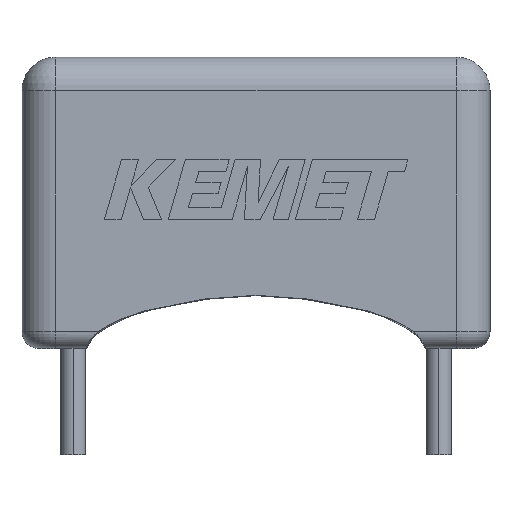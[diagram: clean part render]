
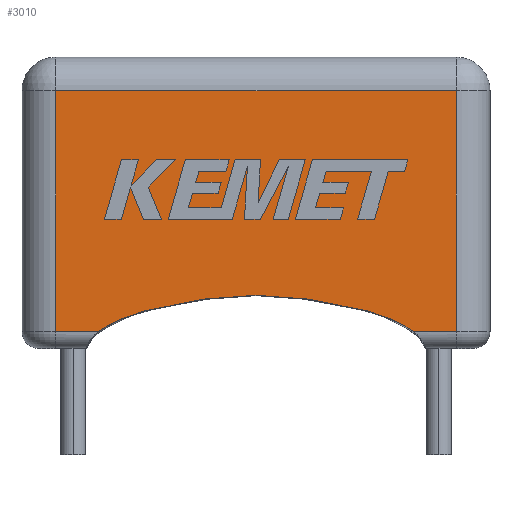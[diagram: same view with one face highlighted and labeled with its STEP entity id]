
A CAD part, top view. The second image highlights one B-rep face of the part: STEP entity #3010.
In plain terms, the highlighted planar face has unit normal (0, 0, 1).
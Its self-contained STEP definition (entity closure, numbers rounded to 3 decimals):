
#19 = AXIS2_PLACEMENT_3D ( 'NONE', #512, #2476, #1808 ) ;
#67 = CARTESIAN_POINT ( 'NONE',  ( 10.744, 1.236, 6.35 ) ) ;
#94 = CARTESIAN_POINT ( 'NONE',  ( 12.97, 7.69, 6.35 ) ) ;
#136 = CARTESIAN_POINT ( 'NONE',  ( 6.985, 1.58, 6.35 ) ) ;
#167 = CARTESIAN_POINT ( 'NONE',  ( 11.682, 0.5, 6.35 ) ) ;
#188 = VERTEX_POINT ( 'NONE', #1088 ) ;
#193 = CARTESIAN_POINT ( 'NONE',  ( 12.97, 0.5, 6.35 ) ) ;
#274 = EDGE_CURVE ( 'NONE', #4021, #2710, #1998, .T. ) ;
#298 = DIRECTION ( 'NONE',  ( 1., 0., 0. ) ) ;
#398 = DIRECTION ( 'NONE',  ( 0., -1., 0. ) ) ;
#400 = CARTESIAN_POINT ( 'NONE',  ( 0., 7.69, 6.35 ) ) ;
#412 = CARTESIAN_POINT ( 'NONE',  ( 8.305, 1.58, 6.35 ) ) ;
#512 = CARTESIAN_POINT ( 'NONE',  ( 0., 0., 6.35 ) ) ;
#627 = ORIENTED_EDGE ( 'NONE', *, *, #274, .T. ) ;
#688 = DIRECTION ( 'NONE',  ( -1., 0., 0. ) ) ;
#793 = LINE ( 'NONE', #4134, #1600 ) ;
#898 = EDGE_CURVE ( 'NONE', #188, #3358, #1408, .T. ) ;
#995 = EDGE_CURVE ( 'NONE', #1779, #4021, #793, .T. ) ;
#1088 = CARTESIAN_POINT ( 'NONE',  ( 6.985, 1.58, 6.35 ) ) ;
#1178 = VERTEX_POINT ( 'NONE', #1826 ) ;
#1339 = VERTEX_POINT ( 'NONE', #1803 ) ;
#1353 = EDGE_CURVE ( 'NONE', #188, #1339, #2248, .T. ) ;
#1408 = B_SPLINE_CURVE_WITH_KNOTS ( 'NONE', 3,
 ( #2967, #412, #67, #1644 ),
 .UNSPECIFIED., .F., .F.,
 ( 4, 4 ),
 ( 0., 0.83 ),
 .UNSPECIFIED. ) ;
#1426 = ORIENTED_EDGE ( 'NONE', *, *, #3650, .T. ) ;
#1600 = VECTOR ( 'NONE', #2388, 1000. ) ;
#1619 = LINE ( 'NONE', #3355, #4133 ) ;
#1644 = CARTESIAN_POINT ( 'NONE',  ( 11.682, 0.5, 6.35 ) ) ;
#1680 = ORIENTED_EDGE ( 'NONE', *, *, #2194, .T. ) ;
#1725 = VECTOR ( 'NONE', #688, 1000. ) ;
#1779 = VERTEX_POINT ( 'NONE', #193 ) ;
#1803 = CARTESIAN_POINT ( 'NONE',  ( 2.288, 0.5, 6.35 ) ) ;
#1808 = DIRECTION ( 'NONE',  ( -1., 0., 0. ) ) ;
#1826 = CARTESIAN_POINT ( 'NONE',  ( 1., 0.5, 6.35 ) ) ;
#1895 = ORIENTED_EDGE ( 'NONE', *, *, #4053, .T. ) ;
#1998 = LINE ( 'NONE', #400, #1725 ) ;
#2056 = CARTESIAN_POINT ( 'NONE',  ( 5.665, 1.58, 6.35 ) ) ;
#2194 = EDGE_CURVE ( 'NONE', #1178, #1339, #2271, .T. ) ;
#2248 = B_SPLINE_CURVE_WITH_KNOTS ( 'NONE', 3,
 ( #136, #2056, #2776, #3418 ),
 .UNSPECIFIED., .F., .F.,
 ( 4, 4 ),
 ( 0., 0.83 ),
 .UNSPECIFIED. ) ;
#2271 = LINE ( 'NONE', #4049, #3689 ) ;
#2386 = ORIENTED_EDGE ( 'NONE', *, *, #898, .T. ) ;
#2388 = DIRECTION ( 'NONE',  ( 0., 1., 0. ) ) ;
#2476 = DIRECTION ( 'NONE',  ( 0., 0., -1. ) ) ;
#2521 = ORIENTED_EDGE ( 'NONE', *, *, #1353, .F. ) ;
#2565 = FACE_OUTER_BOUND ( 'NONE', #3680, .T. ) ;
#2710 = VERTEX_POINT ( 'NONE', #3207 ) ;
#2729 = LINE ( 'NONE', #3457, #3906 ) ;
#2776 = CARTESIAN_POINT ( 'NONE',  ( 3.226, 1.236, 6.35 ) ) ;
#2967 = CARTESIAN_POINT ( 'NONE',  ( 6.985, 1.58, 6.35 ) ) ;
#3010 = ADVANCED_FACE ( 'NONE', ( #2565 ), #3866, .F. ) ;
#3029 = DIRECTION ( 'NONE',  ( 1., 0., 0. ) ) ;
#3207 = CARTESIAN_POINT ( 'NONE',  ( 1., 7.69, 6.35 ) ) ;
#3355 = CARTESIAN_POINT ( 'NONE',  ( 1., 0., 6.35 ) ) ;
#3358 = VERTEX_POINT ( 'NONE', #167 ) ;
#3418 = CARTESIAN_POINT ( 'NONE',  ( 2.288, 0.5, 6.35 ) ) ;
#3457 = CARTESIAN_POINT ( 'NONE',  ( 0., 0.5, 6.35 ) ) ;
#3526 = ORIENTED_EDGE ( 'NONE', *, *, #995, .T. ) ;
#3650 = EDGE_CURVE ( 'NONE', #2710, #1178, #1619, .T. ) ;
#3680 = EDGE_LOOP ( 'NONE', ( #2386, #1895, #3526, #627, #1426, #1680, #2521 ) ) ;
#3689 = VECTOR ( 'NONE', #298, 1000. ) ;
#3866 = PLANE ( 'NONE',  #19 ) ;
#3906 = VECTOR ( 'NONE', #3029, 1000. ) ;
#4021 = VERTEX_POINT ( 'NONE', #94 ) ;
#4049 = CARTESIAN_POINT ( 'NONE',  ( 0., 0.5, 6.35 ) ) ;
#4053 = EDGE_CURVE ( 'NONE', #3358, #1779, #2729, .T. ) ;
#4133 = VECTOR ( 'NONE', #398, 1000. ) ;
#4134 = CARTESIAN_POINT ( 'NONE',  ( 12.97, 0., 6.35 ) ) ;
